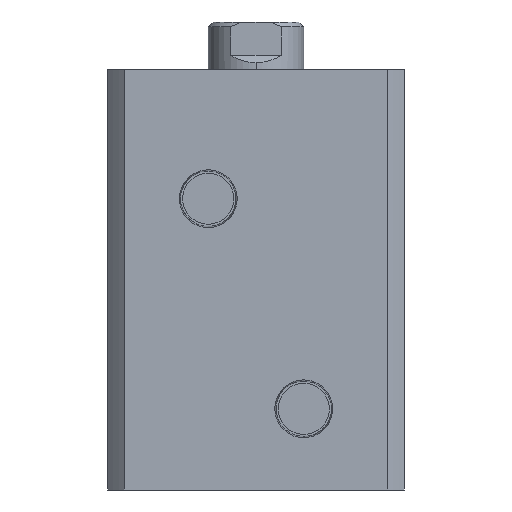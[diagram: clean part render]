
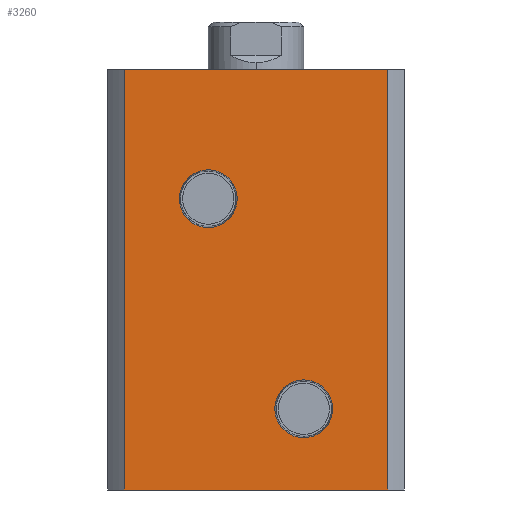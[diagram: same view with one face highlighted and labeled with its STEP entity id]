
A CAD part, left-side view. The second image highlights one B-rep face of the part: STEP entity #3260.
In plain terms, the highlighted planar face has unit normal (-1, 0, 0).
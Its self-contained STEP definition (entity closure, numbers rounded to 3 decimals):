
#746 = CARTESIAN_POINT ( 'NONE',  ( -31., 27.591, 0. ) ) ;
#747 = CARTESIAN_POINT ( 'NONE',  ( -31., -27.591, 88. ) ) ;
#750 = CARTESIAN_POINT ( 'NONE',  ( -31., -27.591, 0. ) ) ;
#753 = CARTESIAN_POINT ( 'NONE',  ( -31., 27.591, 88. ) ) ;
#935 = ORIENTED_EDGE ( 'NONE', *, *, #1109, .T. ) ;
#938 = ORIENTED_EDGE ( 'NONE', *, *, #1110, .F. ) ;
#940 = ORIENTED_EDGE ( 'NONE', *, *, #1158, .F. ) ;
#1106 = EDGE_CURVE ( 'NONE', #3560, #3553, #1801, .T. ) ;
#1107 = EDGE_CURVE ( 'NONE', #3560, #3554, #1806, .T. ) ;
#1108 = EDGE_CURVE ( 'NONE', #3554, #3557, #1809, .T. ) ;
#1109 = EDGE_CURVE ( 'NONE', #3553, #3557, #1811, .T. ) ;
#1110 = EDGE_CURVE ( 'NONE', #3153, #3123, #1813, .T. ) ;
#1111 = EDGE_CURVE ( 'NONE', #3132, #3117, #1807, .T. ) ;
#1158 = EDGE_CURVE ( 'NONE', #3123, #3153, #1881, .T. ) ;
#1166 = EDGE_CURVE ( 'NONE', #3117, #3132, #1893, .T. ) ;
#1248 = AXIS2_PLACEMENT_3D ( 'NONE', #2191, #2192, #2193 ) ;
#1249 = AXIS2_PLACEMENT_3D ( 'NONE', #2194, #2195, #2196 ) ;
#1276 = AXIS2_PLACEMENT_3D ( 'NONE', #2317, #2318, #2319 ) ;
#1280 = AXIS2_PLACEMENT_3D ( 'NONE', #2337, #2338, #2339 ) ;
#1306 = AXIS2_PLACEMENT_3D ( 'NONE', #2514, #2508, #2518 ) ;
#1589 = ORIENTED_EDGE ( 'NONE', *, *, #1111, .F. ) ;
#1801 = LINE ( 'NONE', #2180, #1808 ) ;
#1806 = LINE ( 'NONE', #2179, #1810 ) ;
#1807 = CIRCLE ( 'NONE', #1249, 6.06 ) ;
#1808 = VECTOR ( 'NONE', #2175, 1000. ) ;
#1809 = LINE ( 'NONE', #2186, #1812 ) ;
#1810 = VECTOR ( 'NONE', #2185, 1000. ) ;
#1811 = LINE ( 'NONE', #2188, #1814 ) ;
#1812 = VECTOR ( 'NONE', #2187, 1000. ) ;
#1813 = CIRCLE ( 'NONE', #1248, 6.06 ) ;
#1814 = VECTOR ( 'NONE', #2189, 1000. ) ;
#1881 = CIRCLE ( 'NONE', #1276, 6.06 ) ;
#1893 = CIRCLE ( 'NONE', #1280, 6.06 ) ;
#1954 = FACE_BOUND ( 'NONE', #3710, .T. ) ;
#1955 = FACE_OUTER_BOUND ( 'NONE', #3715, .T. ) ;
#1957 = FACE_BOUND ( 'NONE', #3709, .T. ) ;
#2175 = DIRECTION ( 'NONE',  ( 0., 0., -1. ) ) ;
#2179 = CARTESIAN_POINT ( 'NONE',  ( -31., 0., 88. ) ) ;
#2180 = CARTESIAN_POINT ( 'NONE',  ( -31., 27.591, 88. ) ) ;
#2185 = DIRECTION ( 'NONE',  ( 0., -1., 0. ) ) ;
#2186 = CARTESIAN_POINT ( 'NONE',  ( -31., -27.591, 88. ) ) ;
#2187 = DIRECTION ( 'NONE',  ( 0., 0., -1. ) ) ;
#2188 = CARTESIAN_POINT ( 'NONE',  ( -31., 0., 0. ) ) ;
#2189 = DIRECTION ( 'NONE',  ( 0., -1., 0. ) ) ;
#2191 = CARTESIAN_POINT ( 'NONE',  ( -31., -10., 17. ) ) ;
#2192 = DIRECTION ( 'NONE',  ( -1., 0., 0. ) ) ;
#2193 = DIRECTION ( 'NONE',  ( 0., 0., 1. ) ) ;
#2194 = CARTESIAN_POINT ( 'NONE',  ( -31., 10., 61. ) ) ;
#2195 = DIRECTION ( 'NONE',  ( -1., 0., 0. ) ) ;
#2196 = DIRECTION ( 'NONE',  ( 0., 0., 1. ) ) ;
#2317 = CARTESIAN_POINT ( 'NONE',  ( -31., -10., 17. ) ) ;
#2318 = DIRECTION ( 'NONE',  ( -1., 0., 0. ) ) ;
#2319 = DIRECTION ( 'NONE',  ( 0., 0., 1. ) ) ;
#2337 = CARTESIAN_POINT ( 'NONE',  ( -31., 10., 61. ) ) ;
#2338 = DIRECTION ( 'NONE',  ( -1., 0., 0. ) ) ;
#2339 = DIRECTION ( 'NONE',  ( 0., 0., 1. ) ) ;
#2448 = CARTESIAN_POINT ( 'NONE',  ( -31., 10., 54.94 ) ) ;
#2452 = CARTESIAN_POINT ( 'NONE',  ( -31., -10., 10.94 ) ) ;
#2460 = CARTESIAN_POINT ( 'NONE',  ( -31., 10., 67.06 ) ) ;
#2481 = CARTESIAN_POINT ( 'NONE',  ( -31., -10., 23.06 ) ) ;
#2508 = DIRECTION ( 'NONE',  ( 1., 0., 0. ) ) ;
#2514 = CARTESIAN_POINT ( 'NONE',  ( -31., 0., 88. ) ) ;
#2516 = PLANE ( 'NONE',  #1306 ) ;
#2518 = DIRECTION ( 'NONE',  ( 0., 0., -1. ) ) ;
#2681 = ORIENTED_EDGE ( 'NONE', *, *, #1107, .F. ) ;
#2683 = ORIENTED_EDGE ( 'NONE', *, *, #1106, .T. ) ;
#2695 = ORIENTED_EDGE ( 'NONE', *, *, #1108, .F. ) ;
#3117 = VERTEX_POINT ( 'NONE', #2448 ) ;
#3123 = VERTEX_POINT ( 'NONE', #2452 ) ;
#3132 = VERTEX_POINT ( 'NONE', #2460 ) ;
#3153 = VERTEX_POINT ( 'NONE', #2481 ) ;
#3260 = ADVANCED_FACE ( 'NONE', ( #1954, #1957, #1955 ), #2516, .F. ) ;
#3470 = ORIENTED_EDGE ( 'NONE', *, *, #1166, .F. ) ;
#3553 = VERTEX_POINT ( 'NONE', #746 ) ;
#3554 = VERTEX_POINT ( 'NONE', #747 ) ;
#3557 = VERTEX_POINT ( 'NONE', #750 ) ;
#3560 = VERTEX_POINT ( 'NONE', #753 ) ;
#3709 = EDGE_LOOP ( 'NONE', ( #938, #940 ) ) ;
#3710 = EDGE_LOOP ( 'NONE', ( #1589, #3470 ) ) ;
#3715 = EDGE_LOOP ( 'NONE', ( #935, #2695, #2681, #2683 ) ) ;
